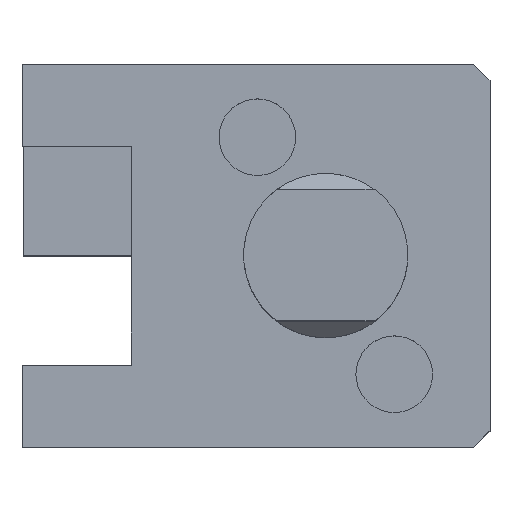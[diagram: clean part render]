
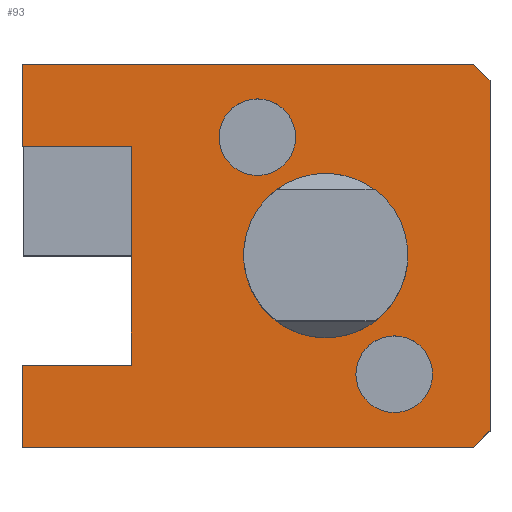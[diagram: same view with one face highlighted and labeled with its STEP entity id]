
A CAD part, top view. The second image highlights one B-rep face of the part: STEP entity #93.
In plain terms, the highlighted planar face has unit normal (0, 0, 1).
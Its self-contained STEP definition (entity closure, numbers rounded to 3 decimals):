
#44=FACE_BOUND('',#200,.T.);
#45=FACE_BOUND('',#201,.T.);
#46=FACE_BOUND('',#202,.T.);
#47=FACE_BOUND('',#203,.T.);
#50=CIRCLE('',#758,15.);
#52=CIRCLE('',#766,7.);
#54=CIRCLE('',#770,7.);
#93=ADVANCED_FACE('',(#44,#45,#46,#47),#127,.F.);
#127=PLANE('',#787);
#200=EDGE_LOOP('',(#375));
#201=EDGE_LOOP('',(#376));
#202=EDGE_LOOP('',(#377));
#203=EDGE_LOOP('',(#378,#379,#380,#381,#382,#383,#384,#385,#386,#387));
#375=ORIENTED_EDGE('',*,*,#505,.T.);
#376=ORIENTED_EDGE('',*,*,#511,.F.);
#377=ORIENTED_EDGE('',*,*,#513,.F.);
#378=ORIENTED_EDGE('',*,*,#530,.T.);
#379=ORIENTED_EDGE('',*,*,#515,.F.);
#380=ORIENTED_EDGE('',*,*,#523,.F.);
#381=ORIENTED_EDGE('',*,*,#480,.F.);
#382=ORIENTED_EDGE('',*,*,#496,.F.);
#383=ORIENTED_EDGE('',*,*,#493,.T.);
#384=ORIENTED_EDGE('',*,*,#485,.T.);
#385=ORIENTED_EDGE('',*,*,#492,.T.);
#386=ORIENTED_EDGE('',*,*,#495,.T.);
#387=ORIENTED_EDGE('',*,*,#466,.F.);
#400=VERTEX_POINT('',#1008);
#401=VERTEX_POINT('',#1010);
#413=VERTEX_POINT('',#1037);
#414=VERTEX_POINT('',#1039);
#418=VERTEX_POINT('',#1048);
#419=VERTEX_POINT('',#1050);
#422=VERTEX_POINT('',#1061);
#423=VERTEX_POINT('',#1065);
#432=VERTEX_POINT('',#1089);
#434=VERTEX_POINT('',#1103);
#436=VERTEX_POINT('',#1109);
#437=VERTEX_POINT('',#1113);
#438=VERTEX_POINT('',#1115);
#466=EDGE_CURVE('',#400,#401,#558,.T.);
#480=EDGE_CURVE('',#413,#414,#572,.T.);
#485=EDGE_CURVE('',#419,#418,#577,.T.);
#492=EDGE_CURVE('',#418,#422,#584,.T.);
#493=EDGE_CURVE('',#423,#419,#585,.T.);
#495=EDGE_CURVE('',#422,#401,#587,.T.);
#496=EDGE_CURVE('',#423,#413,#588,.T.);
#505=EDGE_CURVE('',#432,#432,#50,.T.);
#511=EDGE_CURVE('',#434,#434,#52,.T.);
#513=EDGE_CURVE('',#436,#436,#54,.T.);
#515=EDGE_CURVE('',#437,#438,#598,.T.);
#523=EDGE_CURVE('',#414,#437,#606,.T.);
#530=EDGE_CURVE('',#400,#438,#613,.T.);
#558=LINE('',#1009,#641);
#572=LINE('',#1038,#655);
#577=LINE('',#1049,#660);
#584=LINE('',#1062,#667);
#585=LINE('',#1064,#668);
#587=LINE('',#1068,#670);
#588=LINE('',#1070,#671);
#598=LINE('',#1114,#681);
#606=LINE('',#1128,#689);
#613=LINE('',#1140,#696);
#641=VECTOR('',#817,1.);
#655=VECTOR('',#835,1.);
#660=VECTOR('',#842,1.);
#667=VECTOR('',#853,1.);
#668=VECTOR('',#856,1.);
#670=VECTOR('',#860,1.);
#671=VECTOR('',#863,1.);
#681=VECTOR('',#913,1.);
#689=VECTOR('',#923,1.);
#696=VECTOR('',#932,1.);
#758=AXIS2_PLACEMENT_3D('',#1088,#878,#879);
#766=AXIS2_PLACEMENT_3D('',#1102,#898,#899);
#770=AXIS2_PLACEMENT_3D('',#1108,#906,#907);
#787=AXIS2_PLACEMENT_3D('',#1169,#969,#970);
#817=DIRECTION('',(0.,1.,0.));
#835=DIRECTION('',(0.,1.,0.));
#842=DIRECTION('',(0.,1.,0.));
#853=DIRECTION('',(-0.707,0.707,0.));
#856=DIRECTION('',(0.707,0.707,0.));
#860=DIRECTION('',(-1.,0.,0.));
#863=DIRECTION('',(-1.,0.,0.));
#878=DIRECTION('',(0.,0.,-1.));
#879=DIRECTION('',(-1.,0.,0.));
#898=DIRECTION('',(0.,0.,1.));
#899=DIRECTION('',(-1.,0.,0.));
#906=DIRECTION('',(0.,0.,1.));
#907=DIRECTION('',(-1.,0.,0.));
#913=DIRECTION('',(0.,1.,0.));
#923=DIRECTION('',(1.,0.,0.));
#932=DIRECTION('',(1.,0.,0.));
#969=DIRECTION('',(0.,0.,-1.));
#970=DIRECTION('',(1.,0.,0.));
#1008=CARTESIAN_POINT('',(-55.5,20.,0.));
#1009=CARTESIAN_POINT('',(-55.5,-35.,0.));
#1010=CARTESIAN_POINT('',(-55.5,35.,0.));
#1037=CARTESIAN_POINT('',(-55.5,-35.,0.));
#1038=CARTESIAN_POINT('',(-55.5,-35.,0.));
#1039=CARTESIAN_POINT('',(-55.5,-20.,0.));
#1048=CARTESIAN_POINT('',(30.,32.,0.));
#1049=CARTESIAN_POINT('',(30.,-35.,0.));
#1050=CARTESIAN_POINT('',(30.,-32.,0.));
#1061=CARTESIAN_POINT('',(27.,35.,0.));
#1062=CARTESIAN_POINT('',(30.,32.,0.));
#1064=CARTESIAN_POINT('',(27.,-35.,0.));
#1065=CARTESIAN_POINT('',(27.,-35.,0.));
#1068=CARTESIAN_POINT('',(-55.5,35.,0.));
#1070=CARTESIAN_POINT('',(-55.5,-35.,0.));
#1088=CARTESIAN_POINT('',(0.,0.,0.));
#1089=CARTESIAN_POINT('',(-15.,0.,0.));
#1102=CARTESIAN_POINT('',(12.5,-21.65,0.));
#1103=CARTESIAN_POINT('',(5.5,-21.65,0.));
#1108=CARTESIAN_POINT('',(-12.5,21.65,0.));
#1109=CARTESIAN_POINT('',(-19.5,21.65,0.));
#1113=CARTESIAN_POINT('',(-35.5,-20.,0.));
#1114=CARTESIAN_POINT('',(-35.5,-20.,0.));
#1115=CARTESIAN_POINT('',(-35.5,20.,0.));
#1128=CARTESIAN_POINT('',(-55.5,-20.,0.));
#1140=CARTESIAN_POINT('',(-55.5,20.,0.));
#1169=CARTESIAN_POINT('',(-55.5,-35.,0.));
